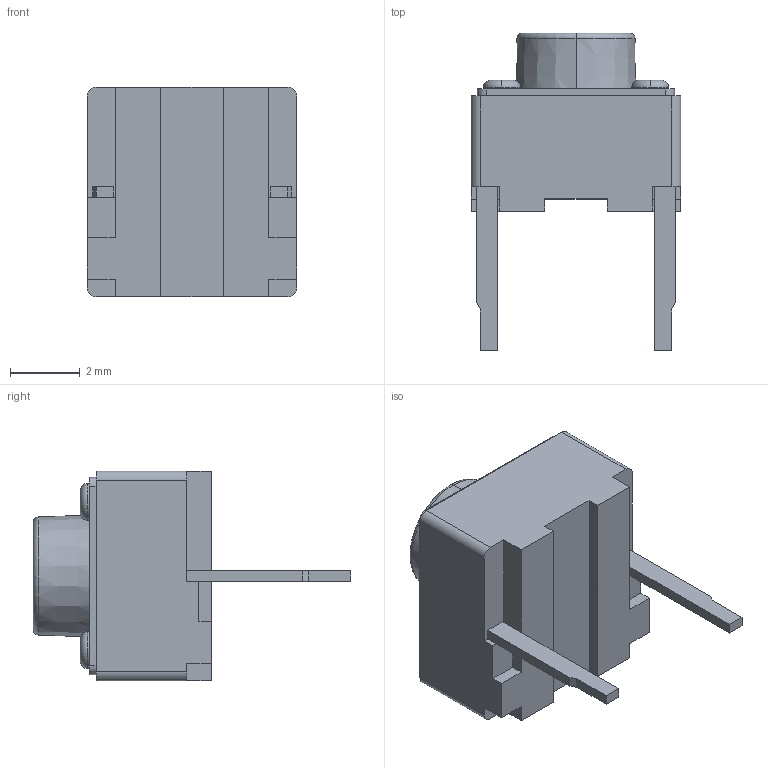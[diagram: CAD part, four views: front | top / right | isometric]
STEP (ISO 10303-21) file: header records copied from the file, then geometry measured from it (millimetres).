
FILE_DESCRIPTION (( 'STEP AP214' ), '1' );
FILE_NAME ('BUTT-2.STEP', '2026-01-20T23:00:40', ( '' ), ( '' ), 'SwSTEP 2.0', 'SolidWorks 2021', '' );
FILE_SCHEMA (( 'AUTOMOTIVE_DESIGN' ));
Length unit declared in the file: millimetre
Products named in the file (1): BUTT-2
Bounding box: 6 x 9.1 x 6 mm (x, y, z)
Volume: 133.6 mm3; surface area: 239.7 mm2
Topology: 4 solids, 4 shells, 91 faces, 224 edges, 146 vertices
Faces by surface type: plane 53, cylinder 26, torus 10, cone 2
Entity records: 2775 total; most frequent: DIRECTION 484, CARTESIAN_POINT 462, ORIENTED_EDGE 448, EDGE_CURVE 224, AXIS2_PLACEMENT_3D 168, VECTOR 148, LINE 148, VERTEX_POINT 146
